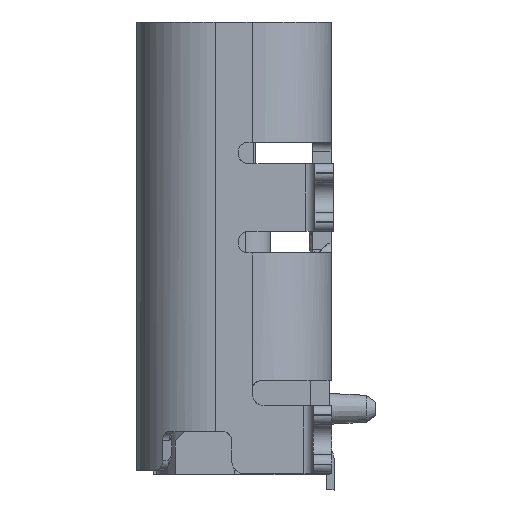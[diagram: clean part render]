
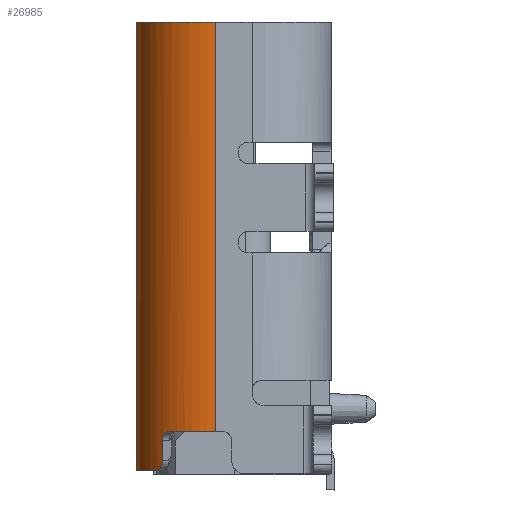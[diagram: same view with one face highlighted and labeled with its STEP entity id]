
A CAD part, left-side view. The second image highlights one B-rep face of the part: STEP entity #26985.
In plain terms, the highlighted cylindrical face has radius 1.28 mm (diameter 2.56 mm), a partial arc.
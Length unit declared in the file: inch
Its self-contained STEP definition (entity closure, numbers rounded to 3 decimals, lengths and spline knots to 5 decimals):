
#45 = DIRECTION ( 'NONE',  ( 0., 0., 1. ) ) ;
#65 = CARTESIAN_POINT ( 'NONE',  ( -0.1631, 0.04546, -0.26608 ) ) ;
#581 = EDGE_CURVE ( 'NONE', #20159, #28908, #33991, .T. ) ;
#814 = CARTESIAN_POINT ( 'NONE',  ( -0.15871, 0.0498, -0.28642 ) ) ;
#1256 = EDGE_CURVE ( 'NONE', #27949, #14854, #33136, .T. ) ;
#1257 = VERTEX_POINT ( 'NONE', #7746 ) ;
#1259 = CARTESIAN_POINT ( 'NONE',  ( -0.17206, 0.0313, -0.26181 ) ) ;
#1761 = CARTESIAN_POINT ( 'NONE',  ( -0.16309, 0.04547, -0.26772 ) ) ;
#2368 = EDGE_CURVE ( 'NONE', #6073, #14969, #33437, .T. ) ;
#2682 = CARTESIAN_POINT ( 'NONE',  ( -0.16309, 0.04547, -0.28051 ) ) ;
#2707 = CARTESIAN_POINT ( 'NONE',  ( -0.17598, 0.0185, 0. ) ) ;
#2756 = CARTESIAN_POINT ( 'NONE',  ( -0.16309, 0.04547, -0.28051 ) ) ;
#2784 = FACE_OUTER_BOUND ( 'NONE', #6538, .T. ) ;
#2833 = DIRECTION ( 'NONE',  ( 0., 0., 1. ) ) ;
#2836 = ORIENTED_EDGE ( 'NONE', *, *, #1256, .T. ) ;
#3176 = CARTESIAN_POINT ( 'NONE',  ( -0.12559, 0.0622, -0.14321 ) ) ;
#3325 = EDGE_CURVE ( 'NONE', #20159, #27211, #32311, .T. ) ;
#3599 = CARTESIAN_POINT ( 'NONE',  ( -0.13763, 0.0622, -0.28642 ) ) ;
#3727 = EDGE_CURVE ( 'NONE', #27211, #27949, #20791, .T. ) ;
#4485 = CARTESIAN_POINT ( 'NONE',  ( -0.12559, 0.0622, -0.28642 ) ) ;
#4764 = CARTESIAN_POINT ( 'NONE',  ( -0.16594, 0.04273, 0. ) ) ;
#4907 = CARTESIAN_POINT ( 'NONE',  ( -0.1611, 0.04759, -0.28579 ) ) ;
#5396 = CARTESIAN_POINT ( 'NONE',  ( -0.16682, 0.04079, -0.26181 ) ) ;
#5629 = DIRECTION ( 'NONE',  ( 0., 0., 1. ) ) ;
#6073 = VERTEX_POINT ( 'NONE', #31569 ) ;
#6117 = CARTESIAN_POINT ( 'NONE',  ( -0.16959, 0.03726, 0. ) ) ;
#6271 = ORIENTED_EDGE ( 'NONE', *, *, #18239, .T. ) ;
#6292 = CARTESIAN_POINT ( 'NONE',  ( -0.17066, 0.03464, -0.26181 ) ) ;
#6530 = ORIENTED_EDGE ( 'NONE', *, *, #3727, .T. ) ;
#6538 = EDGE_LOOP ( 'NONE', ( #32349, #14594, #16712, #23284, #6530, #2836, #25067, #26452, #6271, #6986 ) ) ;
#6803 = CARTESIAN_POINT ( 'NONE',  ( -0.1689, 0.03782, -0.26181 ) ) ;
#6986 = ORIENTED_EDGE ( 'NONE', *, *, #2368, .T. ) ;
#7645 = EDGE_CURVE ( 'NONE', #14854, #33840, #27567, .T. ) ;
#7746 = CARTESIAN_POINT ( 'NONE',  ( -0.17598, 0.01181, 0. ) ) ;
#8585 = CARTESIAN_POINT ( 'NONE',  ( -0.12559, 0.0622, -0.28642 ) ) ;
#8876 = CARTESIAN_POINT ( 'NONE',  ( -0.17206, 0.0313, -0.26181 ) ) ;
#9934 = CARTESIAN_POINT ( 'NONE',  ( -0.12559, 0.0622, 0. ) ) ;
#10551 = CARTESIAN_POINT ( 'NONE',  ( -0.16349, 0.04505, -0.26471 ) ) ;
#11312 = VERTEX_POINT ( 'NONE', #17183 ) ;
#11839 = VECTOR ( 'NONE', #2833, 39.37008 ) ;
#11981 = CARTESIAN_POINT ( 'NONE',  ( -0.16682, 0.04079, -0.26181 ) ) ;
#12073 = CARTESIAN_POINT ( 'NONE',  ( -0.16309, 0.04547, -0.28051 ) ) ;
#12491 = EDGE_CURVE ( 'NONE', #33840, #11312, #27827, .T. ) ;
#13132 = CARTESIAN_POINT ( 'NONE',  ( -0.16309, 0.04547, -0.26772 ) ) ;
#13778 = DIRECTION ( 'NONE',  ( 1., 0., 0. ) ) ;
#14594 = ORIENTED_EDGE ( 'NONE', *, *, #28250, .F. ) ;
#14854 = VERTEX_POINT ( 'NONE', #1761 ) ;
#14875 = B_SPLINE_CURVE_WITH_KNOTS ( 'NONE', 3,
 ( #9934, #23043, #20447, #30940, #28369, #4764, #6117, #19055, #2707, #16119 ),
 .UNSPECIFIED., .F., .F.,
 ( 4, 2, 2, 2, 4 ),
 ( 0., 0.25, 0.5, 0.75, 1. ),
 .UNSPECIFIED. ) ;
#14969 = VERTEX_POINT ( 'NONE', #18608 ) ;
#15518 = CARTESIAN_POINT ( 'NONE',  ( -0.16682, 0.04079, -0.26181 ) ) ;
#15671 = CARTESIAN_POINT ( 'NONE',  ( -0.16309, 0.04547, -0.27198 ) ) ;
#15754 = CARTESIAN_POINT ( 'NONE',  ( -0.1627, 0.04593, -0.28353 ) ) ;
#16119 = CARTESIAN_POINT ( 'NONE',  ( -0.17598, 0.01181, 0. ) ) ;
#16712 = ORIENTED_EDGE ( 'NONE', *, *, #581, .F. ) ;
#17183 = CARTESIAN_POINT ( 'NONE',  ( -0.17206, 0.0313, -0.26181 ) ) ;
#17286 = B_SPLINE_CURVE_WITH_KNOTS ( 'NONE', 3,
 ( #1259, #30008, #32909, #23224 ),
 .UNSPECIFIED., .F., .F.,
 ( 4, 4 ),
 ( 0., 1. ),
 .UNSPECIFIED. ) ;
#18089 = CARTESIAN_POINT ( 'NONE',  ( -0.16309, 0.04547, -0.27625 ) ) ;
#18239 = EDGE_CURVE ( 'NONE', #11312, #6073, #17286, .T. ) ;
#18608 = CARTESIAN_POINT ( 'NONE',  ( -0.17598, 0.01181, -0.26181 ) ) ;
#18896 = CARTESIAN_POINT ( 'NONE',  ( -0.17598, 0.01181, -0.1433 ) ) ;
#19055 = CARTESIAN_POINT ( 'NONE',  ( -0.17471, 0.02493, 0. ) ) ;
#19652 = CARTESIAN_POINT ( 'NONE',  ( -0.17598, 0.01514, -0.26181 ) ) ;
#20159 = VERTEX_POINT ( 'NONE', #4485 ) ;
#20317 = CARTESIAN_POINT ( 'NONE',  ( -0.17598, 0.01181, -0.26181 ) ) ;
#20447 = CARTESIAN_POINT ( 'NONE',  ( -0.13871, 0.06092, 0. ) ) ;
#20791 = B_SPLINE_CURVE_WITH_KNOTS ( 'NONE', 3,
 ( #23853, #29187, #4907, #15754, #26280, #2682 ),
 .UNSPECIFIED., .F., .F.,
 ( 4, 2, 4 ),
 ( 0., 0.5, 1. ),
 .UNSPECIFIED. ) ;
#21079 = CARTESIAN_POINT ( 'NONE',  ( -0.165, 0.04324, -0.26239 ) ) ;
#21383 = EDGE_CURVE ( 'NONE', #14969, #1257, #34032, .T. ) ;
#22385 = CARTESIAN_POINT ( 'NONE',  ( -0.175, 0.02172, -0.26181 ) ) ;
#22543 = VECTOR ( 'NONE', #5629, 39.37008 ) ;
#23043 = CARTESIAN_POINT ( 'NONE',  ( -0.13227, 0.0622, 0. ) ) ;
#23224 = CARTESIAN_POINT ( 'NONE',  ( -0.175, 0.02172, -0.26181 ) ) ;
#23284 = ORIENTED_EDGE ( 'NONE', *, *, #3325, .T. ) ;
#23853 = CARTESIAN_POINT ( 'NONE',  ( -0.15871, 0.0498, -0.28642 ) ) ;
#24162 = CYLINDRICAL_SURFACE ( 'NONE', #25015, 0.05039 ) ;
#24331 = CARTESIAN_POINT ( 'NONE',  ( -0.12559, 0.01181, -0.1433 ) ) ;
#25015 = AXIS2_PLACEMENT_3D ( 'NONE', #24331, #45, #13778 ) ;
#25067 = ORIENTED_EDGE ( 'NONE', *, *, #7645, .T. ) ;
#26280 = CARTESIAN_POINT ( 'NONE',  ( -0.16308, 0.04548, -0.28215 ) ) ;
#26452 = ORIENTED_EDGE ( 'NONE', *, *, #12491, .T. ) ;
#26985 = ADVANCED_FACE ( 'NONE', ( #2784 ), #24162, .T. ) ;
#27211 = VERTEX_POINT ( 'NONE', #814 ) ;
#27567 = B_SPLINE_CURVE_WITH_KNOTS ( 'NONE', 3,
 ( #13132, #65, #10551, #21079, #31562, #5396 ),
 .UNSPECIFIED., .F., .F.,
 ( 4, 2, 4 ),
 ( 0., 0.5, 1. ),
 .UNSPECIFIED. ) ;
#27827 = B_SPLINE_CURVE_WITH_KNOTS ( 'NONE', 3,
 ( #11981, #6803, #6292, #8876 ),
 .UNSPECIFIED., .F., .F.,
 ( 4, 4 ),
 ( 0., 1. ),
 .UNSPECIFIED. ) ;
#27949 = VERTEX_POINT ( 'NONE', #12073 ) ;
#28250 = EDGE_CURVE ( 'NONE', #28908, #1257, #14875, .T. ) ;
#28369 = CARTESIAN_POINT ( 'NONE',  ( -0.15651, 0.05216, 0. ) ) ;
#28908 = VERTEX_POINT ( 'NONE', #31215 ) ;
#29187 = CARTESIAN_POINT ( 'NONE',  ( -0.16002, 0.04865, -0.28642 ) ) ;
#29437 = CARTESIAN_POINT ( 'NONE',  ( -0.14963, 0.05771, -0.28642 ) ) ;
#30008 = CARTESIAN_POINT ( 'NONE',  ( -0.17336, 0.02821, -0.26181 ) ) ;
#30140 = CARTESIAN_POINT ( 'NONE',  ( -0.17565, 0.01846, -0.26181 ) ) ;
#30940 = CARTESIAN_POINT ( 'NONE',  ( -0.15104, 0.05582, 0. ) ) ;
#31004 = CARTESIAN_POINT ( 'NONE',  ( -0.16309, 0.04547, -0.26772 ) ) ;
#31215 = CARTESIAN_POINT ( 'NONE',  ( -0.12559, 0.0622, 0. ) ) ;
#31562 = CARTESIAN_POINT ( 'NONE',  ( -0.16587, 0.04214, -0.26181 ) ) ;
#31569 = CARTESIAN_POINT ( 'NONE',  ( -0.175, 0.02172, -0.26181 ) ) ;
#31848 = CARTESIAN_POINT ( 'NONE',  ( -0.15871, 0.0498, -0.28642 ) ) ;
#32311 = B_SPLINE_CURVE_WITH_KNOTS ( 'NONE', 3,
 ( #8585, #3599, #29437, #31848 ),
 .UNSPECIFIED., .F., .F.,
 ( 4, 4 ),
 ( 0., 1. ),
 .UNSPECIFIED. ) ;
#32349 = ORIENTED_EDGE ( 'NONE', *, *, #21383, .T. ) ;
#32909 = CARTESIAN_POINT ( 'NONE',  ( -0.17434, 0.025, -0.26181 ) ) ;
#33136 = B_SPLINE_CURVE_WITH_KNOTS ( 'NONE', 3,
 ( #2756, #18089, #15671, #31004 ),
 .UNSPECIFIED., .F., .F.,
 ( 4, 4 ),
 ( 0., 1. ),
 .UNSPECIFIED. ) ;
#33437 = B_SPLINE_CURVE_WITH_KNOTS ( 'NONE', 3,
 ( #22385, #30140, #19652, #20317 ),
 .UNSPECIFIED., .F., .F.,
 ( 4, 4 ),
 ( 0., 1. ),
 .UNSPECIFIED. ) ;
#33840 = VERTEX_POINT ( 'NONE', #15518 ) ;
#33991 = LINE ( 'NONE', #3176, #11839 ) ;
#34032 = LINE ( 'NONE', #18896, #22543 ) ;
